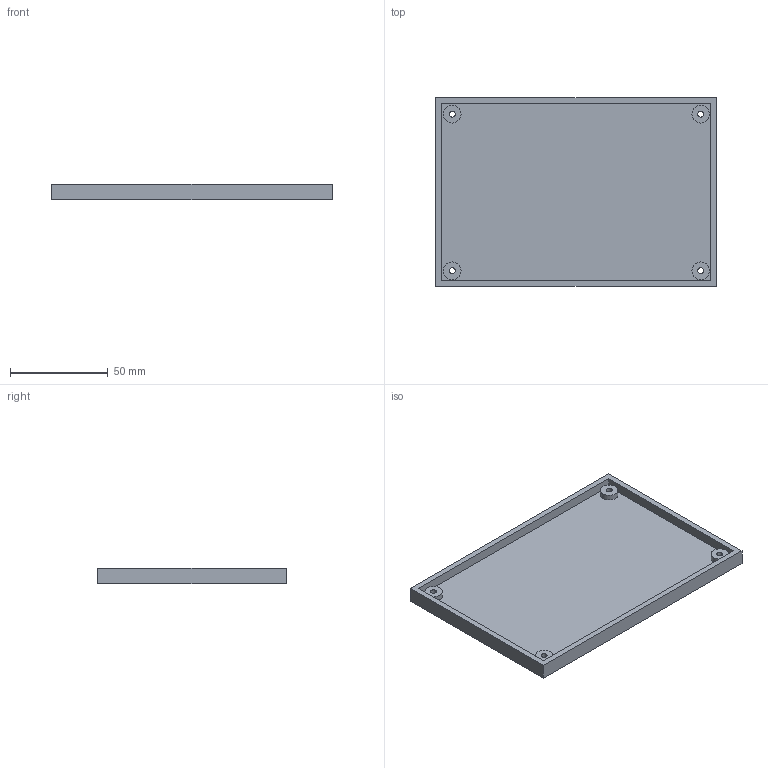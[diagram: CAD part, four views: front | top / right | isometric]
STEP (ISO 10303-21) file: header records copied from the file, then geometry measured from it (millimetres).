
FILE_DESCRIPTION (( 'STEP AP214' ), '1' );
FILE_NAME ('pcbtray.STEP', '2025-02-22T11:10:45', ( '' ), ( '' ), 'SwSTEP 2.0', 'SolidWorks 2023', '' );
FILE_SCHEMA (( 'AUTOMOTIVE_DESIGN' ));
Length unit declared in the file: millimetre
Products named in the file (1): pcbtray
Bounding box: 143.5 x 96.5 x 8 mm (x, y, z)
Volume: 49157 mm3; surface area: 34324.4 mm2
Topology: 1 solids, 1 shells, 31 faces, 72 edges, 48 vertices
Faces by surface type: cylinder 16, plane 15
Entity records: 937 total; most frequent: DIRECTION 168, CARTESIAN_POINT 152, ORIENTED_EDGE 144, EDGE_CURVE 72, AXIS2_PLACEMENT_3D 64, VERTEX_POINT 48, EDGE_LOOP 44, LINE 40
